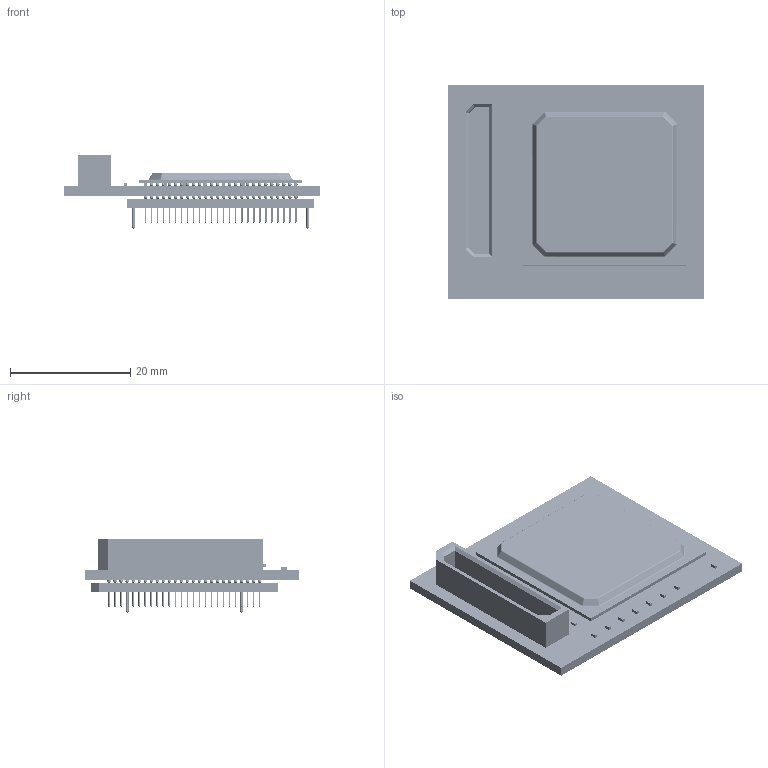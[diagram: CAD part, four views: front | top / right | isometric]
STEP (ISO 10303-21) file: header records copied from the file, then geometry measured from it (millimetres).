
FILE_DESCRIPTION((''),'2;1');
FILE_NAME('LFJ76DBGWSA.stp','2013-05-24T11:21:59',(''),(''),'Mechanical Desktop 2011','Mechanical Desktop 2011',', , ');
FILE_SCHEMA(('CONFIG_CONTROL_DESIGN'));
Length unit declared in the file: millimetre
Products named in the file (9): Product; CC0402JRNP09BN100; CDC 2226; RECTANGLE_126; RECTANGLE_127; ROUND_128; MPC5567 416 PIN; AI 8456; ASP-148422-01
Assembly tree (919 placements, depth 3):
  Product
    CC0402JRNP09BN100  x11
    CDC 2226
      RECTANGLE_126  x22
      RECTANGLE_127  x50
      ROUND_128  x832
    MPC5567 416 PIN
    AI 8456
    ASP-148422-01
Bounding box: 42.55 x 35.56 x 12.18 mm (x, y, z)
Volume: 5356.1 mm3; surface area: 10293.8 mm2
Topology: 872 solids, 872 shells, 3906 faces, 15025 edges, 9756 vertices
Faces by surface type: bspline 2592, sphere 842, plane 406, cylinder 66
Entity records: 184086 total; most frequent: CARTESIAN_POINT 106442, DIRECTION 17105, ORIENTED_EDGE 14268, AXIS2_PLACEMENT_3D 7916, EDGE_CURVE 7134, CIRCLE 5958, VERTEX_POINT 5289, EDGE_LOOP 3559
